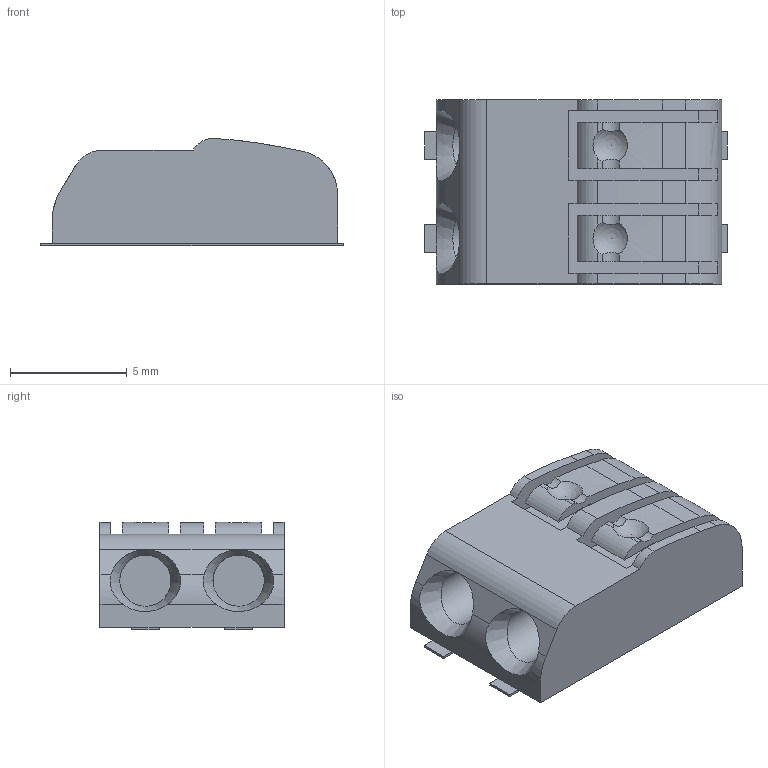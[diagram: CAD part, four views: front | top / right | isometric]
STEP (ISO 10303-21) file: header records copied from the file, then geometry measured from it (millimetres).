
FILE_DESCRIPTION(/* description */ (''),/* implementation_level */ '2;1');
FILE_NAME(/* name */ 'wago.stp',/* time_stamp */ '2022-11-25T19:07:23+01:00',/* author */ (''),/* organization */ (''),/* preprocessor_version */ 'ST-DEVELOPER v15.2',/* originating_system */ 'Autodesk Translator Framework v2.0.0.5431',/* authorisation */ '');
FILE_SCHEMA (('AUTOMOTIVE_DESIGN { 1 0 10303 214 3 1 1 }'));
Length unit declared in the file: centimetre
Products named in the file (1): wago 4mm
Bounding box: 13 x 7.9 x 4.6 mm (x, y, z)
Volume: 309.7 mm3; surface area: 782.1 mm2
Topology: 5 solids, 6 shells, 98 faces, 266 edges, 176 vertices
Faces by surface type: plane 65, cylinder 29, sphere 2, cone 2
Full cylindrical faces by diameter (mm): 2.2 x2
Entity records: 3206 total; most frequent: CARTESIAN_POINT 769, ORIENTED_EDGE 504, DIRECTION 484, EDGE_CURVE 252, LINE 178, VECTOR 178, VERTEX_POINT 168, AXIS2_PLACEMENT_3D 153
